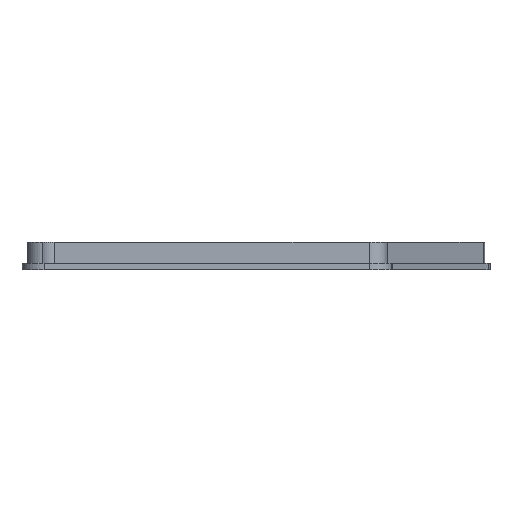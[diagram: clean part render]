
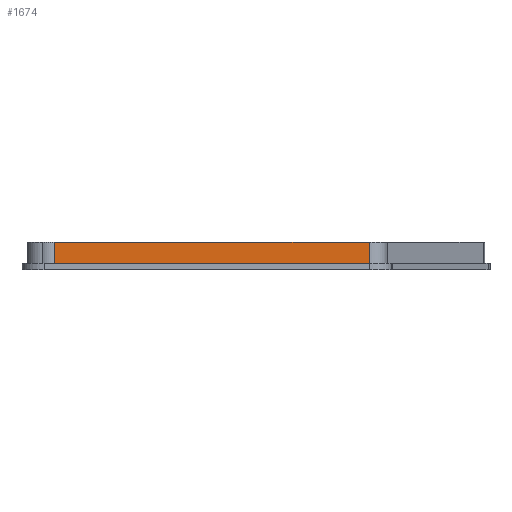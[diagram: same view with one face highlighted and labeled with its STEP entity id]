
A CAD part, left-side view. The second image highlights one B-rep face of the part: STEP entity #1674.
In plain terms, the highlighted planar face has unit normal (-1, 0, 0).
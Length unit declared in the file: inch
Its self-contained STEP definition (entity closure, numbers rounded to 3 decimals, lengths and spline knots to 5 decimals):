
#44=PLANE('',#1840);
#59=LINE('',#2451,#210);
#61=LINE('',#2459,#212);
#146=LINE('',#2715,#297);
#178=LINE('',#2780,#329);
#210=VECTOR('',#1970,0.3937);
#212=VECTOR('',#1978,4.84281);
#297=VECTOR('',#2179,4.84281);
#329=VECTOR('',#2273,0.31496);
#498=FACE_OUTER_BOUND('',#616,.T.);
#616=EDGE_LOOP('',(#1469,#1470,#1471,#1472));
#762=VERTEX_POINT('',#2449);
#763=VERTEX_POINT('',#2450);
#766=VERTEX_POINT('',#2458);
#879=VERTEX_POINT('',#2713);
#927=EDGE_CURVE('',#762,#763,#59,.T.);
#931=EDGE_CURVE('',#763,#766,#61,.T.);
#1061=EDGE_CURVE('',#762,#879,#146,.T.);
#1093=EDGE_CURVE('',#879,#766,#178,.T.);
#1469=ORIENTED_EDGE('',*,*,#927,.F.);
#1470=ORIENTED_EDGE('',*,*,#1061,.T.);
#1471=ORIENTED_EDGE('',*,*,#1093,.T.);
#1472=ORIENTED_EDGE('',*,*,#931,.F.);
#1674=ADVANCED_FACE('',(#498),#44,.F.);
#1840=AXIS2_PLACEMENT_3D('',#2779,#2271,#2272);
#1970=DIRECTION('',(0.,0.,1.));
#1978=DIRECTION('',(0.,-1.,0.));
#2179=DIRECTION('',(0.,-1.,0.));
#2271=DIRECTION('center_axis',(1.,0.,0.));
#2272=DIRECTION('ref_axis',(0.,1.,0.));
#2273=DIRECTION('',(0.,0.,1.));
#2449=CARTESIAN_POINT('',(-3.57092,2.86961,0.1));
#2450=CARTESIAN_POINT('',(-3.57092,2.86961,0.41496));
#2451=CARTESIAN_POINT('',(-3.57092,2.86961,0.));
#2458=CARTESIAN_POINT('',(-3.57092,-1.82119,0.41496));
#2459=CARTESIAN_POINT('',(-3.57092,-0.97822,0.41496));
#2713=CARTESIAN_POINT('',(-3.57092,-1.82119,0.1));
#2715=CARTESIAN_POINT('',(-3.57092,-0.9782,0.1));
#2779=CARTESIAN_POINT('Origin',(-3.57092,-1.82119,0.1));
#2780=CARTESIAN_POINT('',(-3.57092,-1.82119,0.1));
